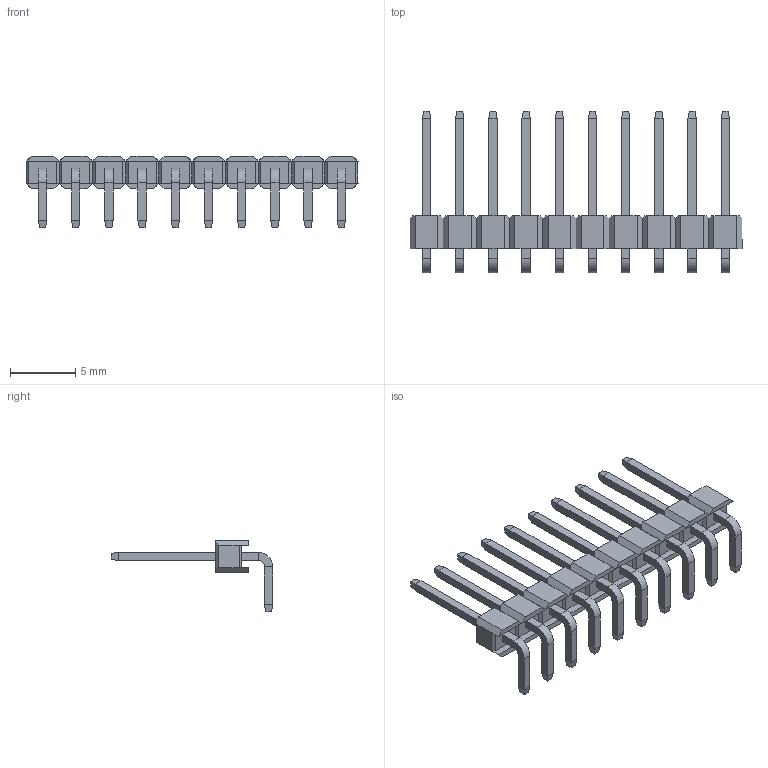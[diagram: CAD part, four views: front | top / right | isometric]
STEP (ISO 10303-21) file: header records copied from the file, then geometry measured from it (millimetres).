
FILE_DESCRIPTION (( 'STEP AP214' ), '1' );
FILE_NAME ('1x10 Male Pin Header Angle.STEP', '2021-11-12T11:42:30', ( 'M.B.I.' ), ( '' ), 'SwSTEP 2.0', '', '' );
FILE_SCHEMA (( 'AUTOMOTIVE_DESIGN' ));
Length unit declared in the file: millimetre
Products named in the file (1): 1x10 Male Pin Header Angle
Bounding box: 25.41 x 12.36 x 5.5 mm (x, y, z)
Volume: 184.3 mm3; surface area: 756.5 mm2
Topology: 11 solids, 11 shells, 468 faces, 1154 edges, 708 vertices
Faces by surface type: plane 448, cylinder 20
Entity records: 13490 total; most frequent: CARTESIAN_POINT 2331, ORIENTED_EDGE 2308, DIRECTION 2132, EDGE_CURVE 1154, LINE 1114, VECTOR 1114, VERTEX_POINT 708, AXIS2_PLACEMENT_3D 509
